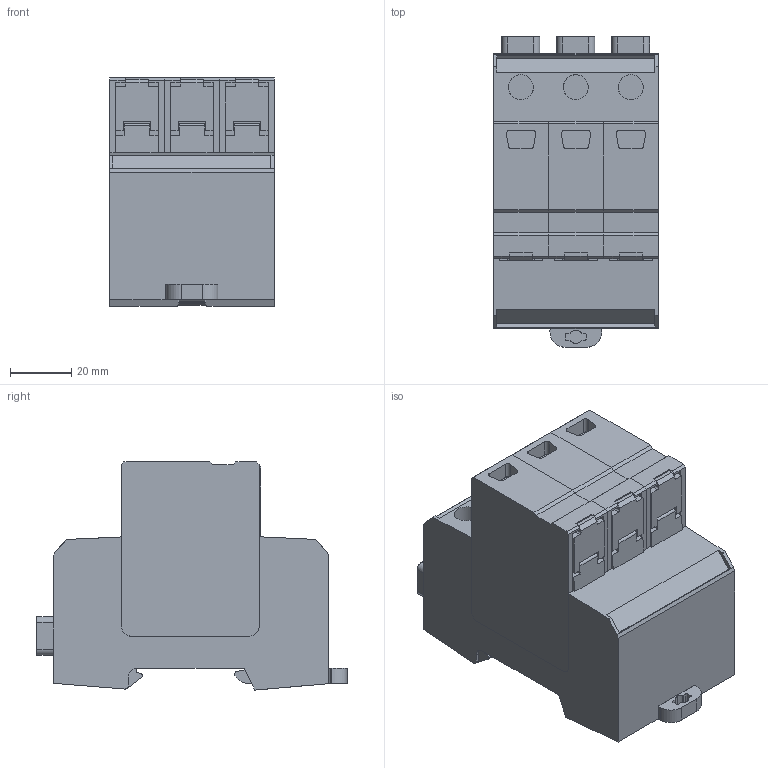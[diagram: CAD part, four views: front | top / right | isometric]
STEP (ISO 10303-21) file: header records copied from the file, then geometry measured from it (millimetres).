
FILE_DESCRIPTION(('CATIA V5 STEP Exchange','CAx-IF Rec.Pracs.--- Model Styling and Organization---1.4--- 2014-01-23'),'2;1');
FILE_NAME ('11923113_4', '2022-01-25T13:43:09+00:00', ('none'), ('Weidmueller'), 'CATIA Version 5-6 Release 2016 SP3 HF44', 'CATIA V5 STEP AP214', 'none');
FILE_SCHEMA(('AUTOMOTIVE_DESIGN { 1 0 10303 214 1 1 1 1 }'));
Length unit declared in the file: millimetre
Products named in the file (1): S3D_VPU_PV_II_3_XXX
Bounding box: 54 x 101.66 x 74.75 mm (x, y, z)
Volume: 275919.8 mm3; surface area: 66741 mm2
Topology: 23 solids, 23 shells, 678 faces, 1979 edges, 1382 vertices
Faces by surface type: plane 499, cylinder 135, extrusion 44
Entity records: 23162 total; most frequent: CARTESIAN_POINT 5268, ORIENTED_EDGE 3958, DIRECTION 2800, EDGE_CURVE 1979, VECTOR 1534, LINE 1490, VERTEX_POINT 1382, AXIS2_PLACEMENT_3D 785
